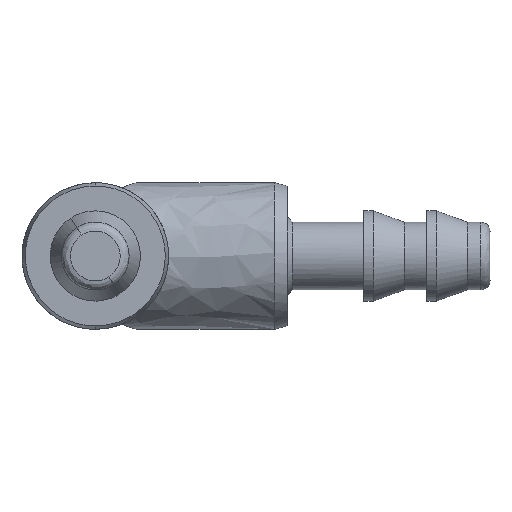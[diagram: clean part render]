
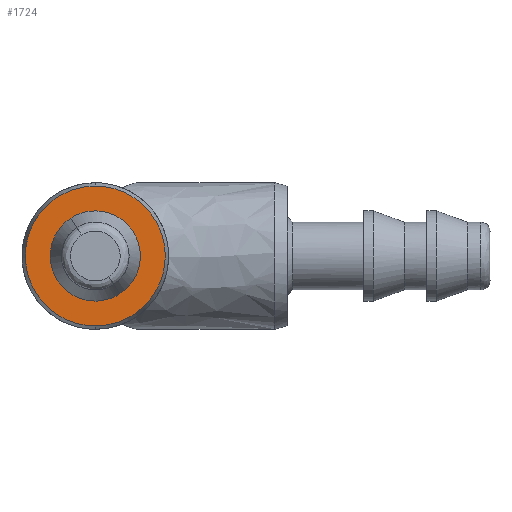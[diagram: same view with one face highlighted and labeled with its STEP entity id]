
A CAD part, front view. The second image highlights one B-rep face of the part: STEP entity #1724.
In plain terms, the highlighted free-form (B-spline) face has degree [1, 1] with [2, 2] control points.
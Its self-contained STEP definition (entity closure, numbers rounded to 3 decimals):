
#3 = CARTESIAN_POINT ( 'NONE',  ( 0., 0., -3.1 ) ) ;
#21 = CARTESIAN_POINT ( 'NONE',  ( -0.407, 0., -3.1 ) ) ;
#30 = CARTESIAN_POINT ( 'NONE',  ( -2.708, 0., 1.562 ) ) ;
#35 = CARTESIAN_POINT ( 'NONE',  ( -1.15, 0., 1.339 ) ) ;
#36 = ORIENTED_EDGE ( 'NONE', *, *, #1810, .T. ) ;
#40 = CARTESIAN_POINT ( 'NONE',  ( -3.02, 0., -0.81 ) ) ;
#41 = B_SPLINE_CURVE_WITH_KNOTS ( 'NONE', 3,
 ( #1278, #787, #3267, #1043, #2163, #451, #2664, #2388, #1020, #735, #2955, #2652, #1291, #1573, #1302, #3258, #1858, #1870 ),
 .UNSPECIFIED., .F., .F.,
 ( 4, 2, 2, 2, 2, 2, 2, 2, 4 ),
 ( 0., 0.393, 0.785, 1.178, 1.571, 1.963, 2.356, 2.749, 3.142 ),
 .UNSPECIFIED. ) ;
#52 = ORIENTED_EDGE ( 'NONE', *, *, #881, .T. ) ;
#88 = FACE_OUTER_BOUND ( 'NONE', #2355, .T. ) ;
#147 = CARTESIAN_POINT ( 'NONE',  ( 1.904, 0., 2.48 ) ) ;
#194 = CARTESIAN_POINT ( 'NONE',  ( 0.81, 0., 3.02 ) ) ;
#231 = CARTESIAN_POINT ( 'NONE',  ( -0.957, 0., 1.465 ) ) ;
#236 = ORIENTED_EDGE ( 'NONE', *, *, #1344, .T. ) ;
#258 = CARTESIAN_POINT ( 'NONE',  ( -0.81, 0., -3.02 ) ) ;
#297 = CARTESIAN_POINT ( 'NONE',  ( -0.407, 0., 3.1 ) ) ;
#303 = CARTESIAN_POINT ( 'NONE',  ( -1.762, 0., -0.098 ) ) ;
#328 = CARTESIAN_POINT ( 'NONE',  ( -1.591, 0., -0.765 ) ) ;
#407 = CARTESIAN_POINT ( 'NONE',  ( 3.137, 0., 3.137 ) ) ;
#428 = FACE_BOUND ( 'NONE', #3505, .T. ) ;
#451 = CARTESIAN_POINT ( 'NONE',  ( 0.584, 0., 1.666 ) ) ;
#584 = CARTESIAN_POINT ( 'NONE',  ( 0.957, 0., -1.465 ) ) ;
#620 = CARTESIAN_POINT ( 'NONE',  ( 0.765, 0., -1.591 ) ) ;
#703 = CARTESIAN_POINT ( 'NONE',  ( 0.81, 0., -3.02 ) ) ;
#717 = CARTESIAN_POINT ( 'NONE',  ( 0., 0., -3.1 ) ) ;
#735 = CARTESIAN_POINT ( 'NONE',  ( 1.591, 0., 0.765 ) ) ;
#787 = CARTESIAN_POINT ( 'NONE',  ( -0.765, 0., 1.591 ) ) ;
#881 = EDGE_CURVE ( 'NONE', #1023, #3054, #1119, .T. ) ;
#902 = CARTESIAN_POINT ( 'NONE',  ( -1.677, 0., -0.549 ) ) ;
#949 = CARTESIAN_POINT ( 'NONE',  ( 3.1, 0., 0.407 ) ) ;
#974 = CARTESIAN_POINT ( 'NONE',  ( 1.562, 0., -2.708 ) ) ;
#1020 = CARTESIAN_POINT ( 'NONE',  ( 1.339, 0., 1.15 ) ) ;
#1023 = VERTEX_POINT ( 'NONE', #3510 ) ;
#1043 = CARTESIAN_POINT ( 'NONE',  ( -0.098, 0., 1.762 ) ) ;
#1110 = CARTESIAN_POINT ( 'NONE',  ( -3.1, 0., -0.407 ) ) ;
#1119 = B_SPLINE_CURVE_WITH_KNOTS ( 'NONE', 3,
 ( #2777, #297, #2789, #2800, #1403, #1695, #30, #1147, #3085, #1110, #40, #3345, #1685, #3048, #1978, #258, #21, #1966 ),
 .UNSPECIFIED., .F., .F.,
 ( 4, 2, 2, 2, 2, 2, 2, 2, 4 ),
 ( 0., 0.393, 0.785, 1.178, 1.571, 1.963, 2.356, 2.749, 3.142 ),
 .UNSPECIFIED. ) ;
#1141 = CARTESIAN_POINT ( 'NONE',  ( -1.339, 0., -1.15 ) ) ;
#1147 = CARTESIAN_POINT ( 'NONE',  ( -3.02, 0., 0.81 ) ) ;
#1169 = CARTESIAN_POINT ( 'NONE',  ( -1.666, 0., 0.584 ) ) ;
#1257 = ORIENTED_EDGE ( 'NONE', *, *, #1732, .T. ) ;
#1278 = CARTESIAN_POINT ( 'NONE',  ( -0.957, 0., 1.465 ) ) ;
#1291 = CARTESIAN_POINT ( 'NONE',  ( 1.76, 0., -0.134 ) ) ;
#1302 = CARTESIAN_POINT ( 'NONE',  ( 1.575, 0., -0.797 ) ) ;
#1321 = VERTEX_POINT ( 'NONE', #2915 ) ;
#1344 = EDGE_CURVE ( 'NONE', #3313, #1321, #41, .T. ) ;
#1403 = CARTESIAN_POINT ( 'NONE',  ( -1.904, 0., 2.48 ) ) ;
#1423 = CARTESIAN_POINT ( 'NONE',  ( -0.134, 0., -1.76 ) ) ;
#1434 = CARTESIAN_POINT ( 'NONE',  ( 0.549, 0., -1.677 ) ) ;
#1503 = CARTESIAN_POINT ( 'NONE',  ( 3.137, 0., -3.137 ) ) ;
#1504 = B_SPLINE_CURVE_WITH_KNOTS ( 'NONE', 3,
 ( #717, #1828, #703, #974, #3225, #2898, #3512, #1840, #2099, #949, #3187, #1515, #3203, #147, #3540, #194, #2136, #1626 ),
 .UNSPECIFIED., .F., .F.,
 ( 4, 2, 2, 2, 2, 2, 2, 2, 4 ),
 ( 0., 0.393, 0.785, 1.178, 1.571, 1.963, 2.356, 2.749, 3.142 ),
 .UNSPECIFIED. ) ;
#1515 = CARTESIAN_POINT ( 'NONE',  ( 2.708, 0., 1.562 ) ) ;
#1573 = CARTESIAN_POINT ( 'NONE',  ( 1.666, 0., -0.584 ) ) ;
#1626 = CARTESIAN_POINT ( 'NONE',  ( 0., 0., 3.1 ) ) ;
#1685 = CARTESIAN_POINT ( 'NONE',  ( -2.48, 0., -1.904 ) ) ;
#1695 = CARTESIAN_POINT ( 'NONE',  ( -2.48, 0., 1.904 ) ) ;
#1701 = CARTESIAN_POINT ( 'NONE',  ( -1.315, 0., 1.177 ) ) ;
#1724 = ADVANCED_FACE ( 'NONE', ( #428, #88 ), #1806, .T. ) ;
#1732 = EDGE_CURVE ( 'NONE', #3054, #1023, #1504, .T. ) ;
#1806 = B_SPLINE_SURFACE_WITH_KNOTS ( 'NONE', 1, 1, ( 
 ( #3498, #407 ),
 ( #2598, #1503 ) ),
 .UNSPECIFIED., .F., .F., .F.,
 ( 2, 2 ),
 ( 2, 2 ),
 ( 0., 1. ),
 ( 0., 1. ),
 .UNSPECIFIED. ) ;
#1810 = EDGE_CURVE ( 'NONE', #1321, #3313, #2611, .T. ) ;
#1828 = CARTESIAN_POINT ( 'NONE',  ( 0.407, 0., -3.1 ) ) ;
#1840 = CARTESIAN_POINT ( 'NONE',  ( 3.02, 0., -0.81 ) ) ;
#1858 = CARTESIAN_POINT ( 'NONE',  ( 1.15, 0., -1.339 ) ) ;
#1870 = CARTESIAN_POINT ( 'NONE',  ( 0.957, 0., -1.465 ) ) ;
#1966 = CARTESIAN_POINT ( 'NONE',  ( 0., 0., -3.1 ) ) ;
#1978 = CARTESIAN_POINT ( 'NONE',  ( -1.562, 0., -2.708 ) ) ;
#2010 = CARTESIAN_POINT ( 'NONE',  ( -0.584, 0., -1.666 ) ) ;
#2025 = CARTESIAN_POINT ( 'NONE',  ( -0.957, 0., 1.465 ) ) ;
#2099 = CARTESIAN_POINT ( 'NONE',  ( 3.1, 0., -0.407 ) ) ;
#2136 = CARTESIAN_POINT ( 'NONE',  ( 0.407, 0., 3.1 ) ) ;
#2163 = CARTESIAN_POINT ( 'NONE',  ( 0.134, 0., 1.76 ) ) ;
#2274 = CARTESIAN_POINT ( 'NONE',  ( 0.098, 0., -1.762 ) ) ;
#2355 = EDGE_LOOP ( 'NONE', ( #52, #1257 ) ) ;
#2388 = CARTESIAN_POINT ( 'NONE',  ( 1.177, 0., 1.315 ) ) ;
#2526 = CARTESIAN_POINT ( 'NONE',  ( -0.797, 0., -1.575 ) ) ;
#2598 = CARTESIAN_POINT ( 'NONE',  ( -3.137, 0., -3.137 ) ) ;
#2611 = B_SPLINE_CURVE_WITH_KNOTS ( 'NONE', 3,
 ( #584, #620, #1434, #2274, #1423, #2010, #2526, #3364, #1141, #328, #902, #303, #2832, #1169, #3113, #1701, #35, #2025 ),
 .UNSPECIFIED., .F., .F.,
 ( 4, 2, 2, 2, 2, 2, 2, 2, 4 ),
 ( 0., 0.393, 0.785, 1.178, 1.571, 1.963, 2.356, 2.749, 3.142 ),
 .UNSPECIFIED. ) ;
#2652 = CARTESIAN_POINT ( 'NONE',  ( 1.762, 0., 0.098 ) ) ;
#2664 = CARTESIAN_POINT ( 'NONE',  ( 0.797, 0., 1.575 ) ) ;
#2777 = CARTESIAN_POINT ( 'NONE',  ( 0., 0., 3.1 ) ) ;
#2789 = CARTESIAN_POINT ( 'NONE',  ( -0.81, 0., 3.02 ) ) ;
#2800 = CARTESIAN_POINT ( 'NONE',  ( -1.562, 0., 2.708 ) ) ;
#2832 = CARTESIAN_POINT ( 'NONE',  ( -1.76, 0., 0.134 ) ) ;
#2898 = CARTESIAN_POINT ( 'NONE',  ( 2.48, 0., -1.904 ) ) ;
#2915 = CARTESIAN_POINT ( 'NONE',  ( 0.957, 0., -1.465 ) ) ;
#2955 = CARTESIAN_POINT ( 'NONE',  ( 1.677, 0., 0.549 ) ) ;
#3048 = CARTESIAN_POINT ( 'NONE',  ( -1.904, 0., -2.48 ) ) ;
#3054 = VERTEX_POINT ( 'NONE', #3 ) ;
#3085 = CARTESIAN_POINT ( 'NONE',  ( -3.1, 0., 0.407 ) ) ;
#3113 = CARTESIAN_POINT ( 'NONE',  ( -1.575, 0., 0.797 ) ) ;
#3187 = CARTESIAN_POINT ( 'NONE',  ( 3.02, 0., 0.81 ) ) ;
#3203 = CARTESIAN_POINT ( 'NONE',  ( 2.48, 0., 1.904 ) ) ;
#3225 = CARTESIAN_POINT ( 'NONE',  ( 1.904, 0., -2.48 ) ) ;
#3258 = CARTESIAN_POINT ( 'NONE',  ( 1.315, 0., -1.177 ) ) ;
#3267 = CARTESIAN_POINT ( 'NONE',  ( -0.549, 0., 1.677 ) ) ;
#3313 = VERTEX_POINT ( 'NONE', #231 ) ;
#3345 = CARTESIAN_POINT ( 'NONE',  ( -2.708, 0., -1.562 ) ) ;
#3364 = CARTESIAN_POINT ( 'NONE',  ( -1.177, 0., -1.315 ) ) ;
#3498 = CARTESIAN_POINT ( 'NONE',  ( -3.137, 0., 3.137 ) ) ;
#3505 = EDGE_LOOP ( 'NONE', ( #36, #236 ) ) ;
#3510 = CARTESIAN_POINT ( 'NONE',  ( 0., 0., 3.1 ) ) ;
#3512 = CARTESIAN_POINT ( 'NONE',  ( 2.708, 0., -1.562 ) ) ;
#3540 = CARTESIAN_POINT ( 'NONE',  ( 1.562, 0., 2.708 ) ) ;
